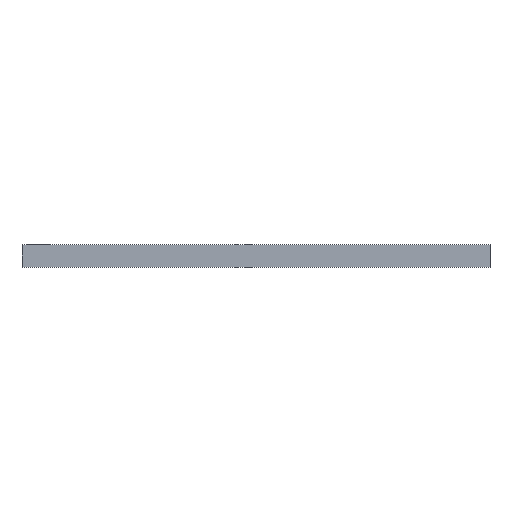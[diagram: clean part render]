
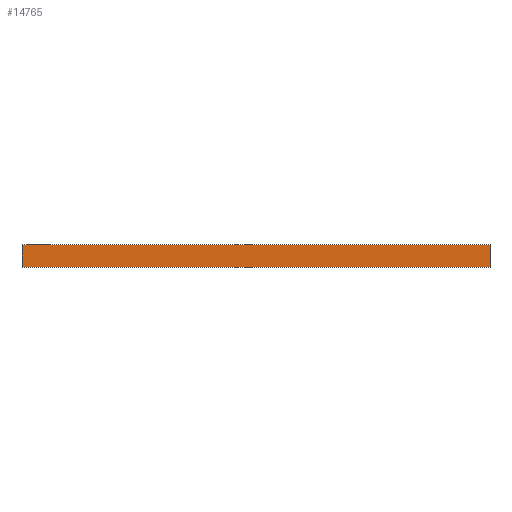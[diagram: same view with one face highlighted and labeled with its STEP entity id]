
A CAD part, front view. The second image highlights one B-rep face of the part: STEP entity #14765.
In plain terms, the highlighted planar face has unit normal (0, -1, 0).
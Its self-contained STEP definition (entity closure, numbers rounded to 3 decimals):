
#12422=DIRECTION('',(1.,0.,0.));
#12423=VECTOR('',#12422,215.);
#12424=CARTESIAN_POINT('',(-215.,0.9,-10.6));
#12425=LINE('',#12424,#12423);
#12516=DIRECTION('',(0.,0.,1.));
#12517=VECTOR('',#12516,10.2);
#12518=CARTESIAN_POINT('',(0.,0.9,-10.6));
#12519=LINE('',#12518,#12517);
#12596=DIRECTION('',(0.,0.,1.));
#12597=VECTOR('',#12596,10.2);
#12598=CARTESIAN_POINT('',(-215.,0.9,-10.6));
#12599=LINE('',#12598,#12597);
#12603=DIRECTION('',(1.,0.,0.));
#12604=VECTOR('',#12603,215.);
#12605=CARTESIAN_POINT('',(-215.,0.9,-0.4));
#12606=LINE('',#12605,#12604);
#14026=CARTESIAN_POINT('',(-215.,0.9,-10.6));
#14027=VERTEX_POINT('',#14026);
#14028=CARTESIAN_POINT('',(0.,0.9,-10.6));
#14029=VERTEX_POINT('',#14028);
#14060=CARTESIAN_POINT('',(-215.,0.9,-0.4));
#14061=VERTEX_POINT('',#14060);
#14072=CARTESIAN_POINT('',(0.,0.9,-0.4));
#14073=VERTEX_POINT('',#14072);
#14753=CARTESIAN_POINT('',(-230.,0.9,-0.4));
#14754=DIRECTION('',(0.,1.,0.));
#14755=DIRECTION('',(0.,0.,1.));
#14756=AXIS2_PLACEMENT_3D('',#14753,#14754,#14755);
#14757=PLANE('',#14756);
#14758=ORIENTED_EDGE('',*,*,#14637,.T.);
#14760=ORIENTED_EDGE('',*,*,#14759,.T.);
#14761=ORIENTED_EDGE('',*,*,#14688,.F.);
#14762=ORIENTED_EDGE('',*,*,#14574,.F.);
#14763=EDGE_LOOP('',(#14758,#14760,#14761,#14762));
#14764=FACE_OUTER_BOUND('',#14763,.F.);
#14574=EDGE_CURVE('',#14027,#14029,#12425,.T.);
#14637=EDGE_CURVE('',#14027,#14061,#12599,.T.);
#14688=EDGE_CURVE('',#14029,#14073,#12519,.T.);
#14759=EDGE_CURVE('',#14061,#14073,#12606,.T.);
#14765=ADVANCED_FACE('',(#14764),#14757,.F.);
